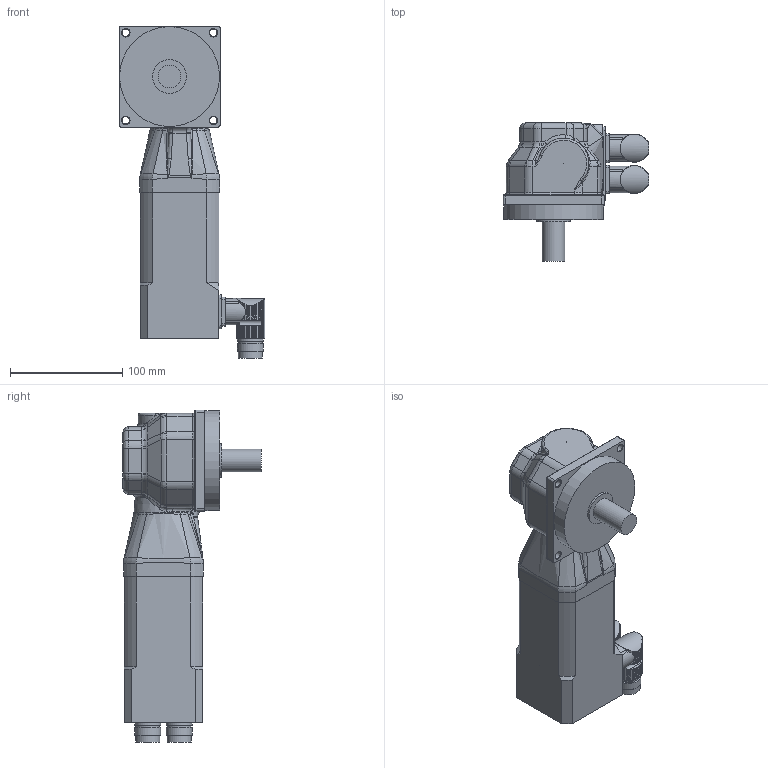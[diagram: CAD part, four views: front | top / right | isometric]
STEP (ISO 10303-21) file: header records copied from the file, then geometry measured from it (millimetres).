
FILE_DESCRIPTION(/* description */ (''),/* implementation_level */ '2;1');
FILE_NAME(/* name */ 'KSG268D_R4_DED55',/* time_stamp */ '2007-06-14T11:00:02+02:00',/* author */ (''),/* organization */ (''),/* preprocessor_version */ 'ST-DEVELOPER v8',/* originating_system */ 'UNIGRAPHICS SOLUTIONS - UNIGRAPHICS 18.0',/* authorisation */ '');
FILE_SCHEMA (('AUTOMOTIVE_DESIGN { 1 2 10303 214 0 1 1 1 }'));
Length unit declared in the file: millimetre
Products named in the file (3): Getrieberumpf_0; Winkelflanschdose_0; KSG264D-R4_DED55_0
Assembly tree (3 placements, depth 2):
  KSG264D-R4_DED55_0
    Winkelflanschdose_0  x2
    Getrieberumpf_0
Bounding box: 129.99 x 123 x 295.65 mm (x, y, z)
Volume: 740233.3 mm3; surface area: 166577.4 mm2
Topology: 4 solids, 12 shells, 1039 faces, 2625 edges, 1613 vertices
Faces by surface type: cylinder 503, bspline 242, plane 171, cone 52, torus 51, sphere 20
Full cylindrical faces by diameter (mm): 0.092 x1, 4.2 x12, 5.5 x1, 6.6 x4, 16 x2, 20 x2, 21 x2, 21.5 x2, 23 x4, 30 x1, 34 x1, 37 x2, 40 x2, 40.001 x2, 41.2 x1, 42 x1, 63 x1, 68 x3, 89 x1
Entity records: 35450 total; most frequent: CARTESIAN_POINT 17158, ORIENTED_EDGE 4038, DIRECTION 3375, EDGE_CURVE 2019, AXIS2_PLACEMENT_3D 1433, VERTEX_POINT 1280, EDGE_LOOP 987, ADVANCED_FACE 875
